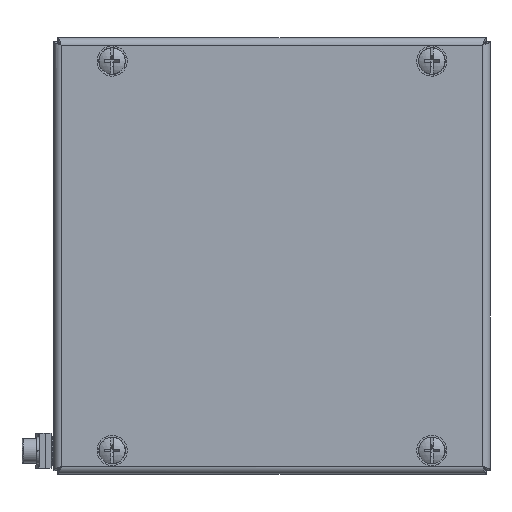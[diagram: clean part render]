
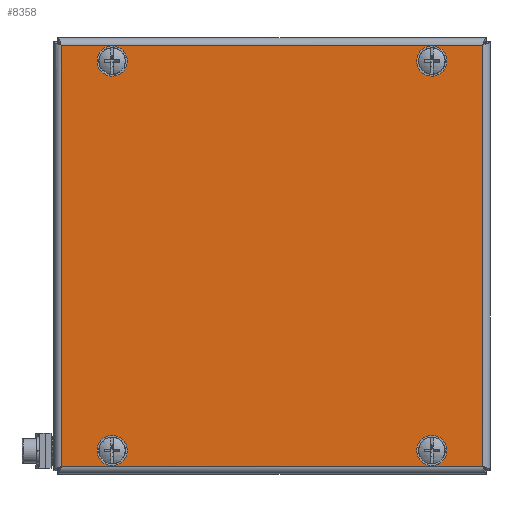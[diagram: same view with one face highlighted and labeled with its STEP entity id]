
A CAD part, top view. The second image highlights one B-rep face of the part: STEP entity #8358.
In plain terms, the highlighted face is planar.
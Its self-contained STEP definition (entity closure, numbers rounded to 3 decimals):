
#701=PLANE('',#9160);
#1224=LINE('',#18166,#1827);
#1225=LINE('',#18168,#1828);
#1226=LINE('',#18170,#1829);
#1227=LINE('',#18171,#1830);
#1827=VECTOR('',#11115,1000.);
#1828=VECTOR('',#11116,1000.);
#1829=VECTOR('',#11117,1000.);
#1830=VECTOR('',#11118,1000.);
#2086=FACE_BOUND('',#3176,.T.);
#2087=FACE_BOUND('',#3177,.T.);
#2088=FACE_BOUND('',#3178,.T.);
#2089=FACE_BOUND('',#3179,.T.);
#2542=FACE_OUTER_BOUND('',#3175,.T.);
#3175=EDGE_LOOP('',(#7228,#7229,#7230,#7231));
#3176=EDGE_LOOP('',(#7232));
#3177=EDGE_LOOP('',(#7233));
#3178=EDGE_LOOP('',(#7234));
#3179=EDGE_LOOP('',(#7235));
#3610=CIRCLE('',#9149,4.);
#3612=CIRCLE('',#9152,4.);
#3614=CIRCLE('',#9155,4.);
#3616=CIRCLE('',#9158,4.);
#4196=VERTEX_POINT('',#18137);
#4198=VERTEX_POINT('',#18142);
#4200=VERTEX_POINT('',#18147);
#4202=VERTEX_POINT('',#18152);
#4207=VERTEX_POINT('',#18164);
#4208=VERTEX_POINT('',#18165);
#4209=VERTEX_POINT('',#18167);
#4210=VERTEX_POINT('',#18169);
#5234=EDGE_CURVE('',#4196,#4196,#3610,.T.);
#5236=EDGE_CURVE('',#4198,#4198,#3612,.T.);
#5238=EDGE_CURVE('',#4200,#4200,#3614,.T.);
#5240=EDGE_CURVE('',#4202,#4202,#3616,.T.);
#5245=EDGE_CURVE('',#4207,#4208,#1224,.T.);
#5246=EDGE_CURVE('',#4208,#4209,#1225,.T.);
#5247=EDGE_CURVE('',#4209,#4210,#1226,.T.);
#5248=EDGE_CURVE('',#4210,#4207,#1227,.T.);
#7228=ORIENTED_EDGE('',*,*,#5245,.T.);
#7229=ORIENTED_EDGE('',*,*,#5246,.T.);
#7230=ORIENTED_EDGE('',*,*,#5247,.T.);
#7231=ORIENTED_EDGE('',*,*,#5248,.T.);
#7232=ORIENTED_EDGE('',*,*,#5234,.F.);
#7233=ORIENTED_EDGE('',*,*,#5236,.F.);
#7234=ORIENTED_EDGE('',*,*,#5238,.F.);
#7235=ORIENTED_EDGE('',*,*,#5240,.F.);
#8358=ADVANCED_FACE('',(#2542,#2086,#2087,#2088,#2089),#701,.F.);
#9149=AXIS2_PLACEMENT_3D('',#18138,#11087,#11088);
#9152=AXIS2_PLACEMENT_3D('',#18143,#11093,#11094);
#9155=AXIS2_PLACEMENT_3D('',#18148,#11099,#11100);
#9158=AXIS2_PLACEMENT_3D('',#18153,#11105,#11106);
#9160=AXIS2_PLACEMENT_3D('',#18163,#11113,#11114);
#11087=DIRECTION('center_axis',(0.,0.,-1.));
#11088=DIRECTION('ref_axis',(1.,0.,0.));
#11093=DIRECTION('center_axis',(0.,0.,-1.));
#11094=DIRECTION('ref_axis',(-1.,0.,0.));
#11099=DIRECTION('center_axis',(0.,0.,-1.));
#11100=DIRECTION('ref_axis',(1.,0.,0.));
#11105=DIRECTION('center_axis',(0.,0.,-1.));
#11106=DIRECTION('ref_axis',(-1.,0.,0.));
#11113=DIRECTION('center_axis',(0.,0.,1.));
#11114=DIRECTION('ref_axis',(1.,0.,0.));
#11115=DIRECTION('',(-1.,0.,0.));
#11116=DIRECTION('',(0.,1.,0.));
#11117=DIRECTION('',(1.,0.,0.));
#11118=DIRECTION('',(0.,-1.,0.));
#18137=CARTESIAN_POINT('',(51.,-67.,0.));
#18138=CARTESIAN_POINT('Origin',(55.,-67.,0.));
#18142=CARTESIAN_POINT('',(-59.,-67.,0.));
#18143=CARTESIAN_POINT('Origin',(-55.,-67.,0.));
#18147=CARTESIAN_POINT('',(-59.,67.,0.));
#18148=CARTESIAN_POINT('Origin',(-55.,67.,0.));
#18152=CARTESIAN_POINT('',(51.,67.,0.));
#18153=CARTESIAN_POINT('Origin',(55.,67.,0.));
#18163=CARTESIAN_POINT('Origin',(-75.,75.,0.));
#18164=CARTESIAN_POINT('',(72.5,-72.5,0.));
#18165=CARTESIAN_POINT('',(-72.5,-72.5,0.));
#18166=CARTESIAN_POINT('',(73.743,-72.5,0.));
#18167=CARTESIAN_POINT('',(-72.5,72.5,0.));
#18168=CARTESIAN_POINT('',(-72.5,-73.743,0.));
#18169=CARTESIAN_POINT('',(72.5,72.5,0.));
#18170=CARTESIAN_POINT('',(-73.743,72.5,0.));
#18171=CARTESIAN_POINT('',(72.5,73.743,0.));
